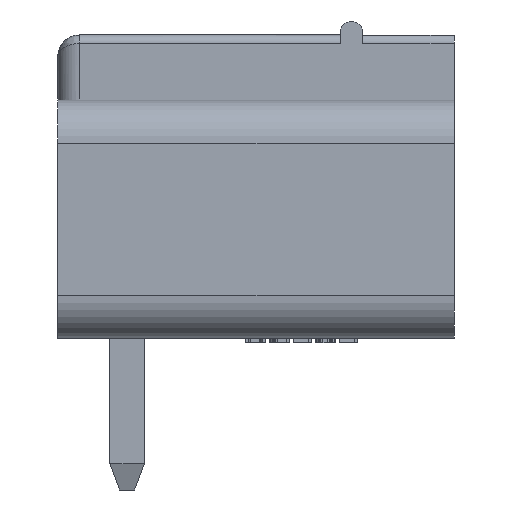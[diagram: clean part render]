
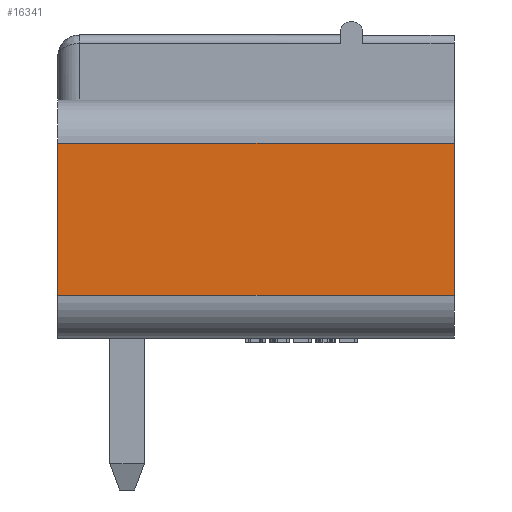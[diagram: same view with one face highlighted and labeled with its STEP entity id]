
A CAD part, left-side view. The second image highlights one B-rep face of the part: STEP entity #16341.
In plain terms, the highlighted planar face has unit normal (-1, 0, 0).
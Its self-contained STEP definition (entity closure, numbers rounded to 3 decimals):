
#16341 = ADVANCED_FACE('',(#16342),#16376,.F.);
#16342 = FACE_BOUND('',#16343,.T.);
#16343 = EDGE_LOOP('',(#16344,#16354,#16362,#16370));
#16344 = ORIENTED_EDGE('',*,*,#16345,.T.);
#16345 = EDGE_CURVE('',#16346,#16348,#16350,.T.);
#16346 = VERTEX_POINT('',#16347);
#16347 = CARTESIAN_POINT('',(-16.47,1.575,
    4.5));
#16348 = VERTEX_POINT('',#16349);
#16349 = CARTESIAN_POINT('',(-16.47,1.575,
    1.));
#16350 = LINE('',#16351,#16352);
#16351 = CARTESIAN_POINT('',(-16.47,1.575,
    4.5));
#16352 = VECTOR('',#16353,1.);
#16353 = DIRECTION('',(0.,0.,-1.));
#16354 = ORIENTED_EDGE('',*,*,#16355,.F.);
#16355 = EDGE_CURVE('',#16356,#16348,#16358,.T.);
#16356 = VERTEX_POINT('',#16357);
#16357 = CARTESIAN_POINT('',(-16.47,-7.575,
    1.));
#16358 = LINE('',#16359,#16360);
#16359 = CARTESIAN_POINT('',(-16.47,-7.575,
    1.));
#16360 = VECTOR('',#16361,1.);
#16361 = DIRECTION('',(0.,1.,0.));
#16362 = ORIENTED_EDGE('',*,*,#16363,.F.);
#16363 = EDGE_CURVE('',#16364,#16356,#16366,.T.);
#16364 = VERTEX_POINT('',#16365);
#16365 = CARTESIAN_POINT('',(-16.47,-7.575,
    4.5));
#16366 = LINE('',#16367,#16368);
#16367 = CARTESIAN_POINT('',(-16.47,-7.575,
    4.5));
#16368 = VECTOR('',#16369,1.);
#16369 = DIRECTION('',(0.,0.,-1.));
#16370 = ORIENTED_EDGE('',*,*,#16371,.T.);
#16371 = EDGE_CURVE('',#16364,#16346,#16372,.T.);
#16372 = LINE('',#16373,#16374);
#16373 = CARTESIAN_POINT('',(-16.47,-7.575,
    4.5));
#16374 = VECTOR('',#16375,1.);
#16375 = DIRECTION('',(0.,1.,0.));
#16376 = PLANE('',#16377);
#16377 = AXIS2_PLACEMENT_3D('',#16378,#16379,#16380);
#16378 = CARTESIAN_POINT('',(-16.47,1.575,
    5.5));
#16379 = DIRECTION('',(1.,0.,0.));
#16380 = DIRECTION('',(0.,0.,-1.));
